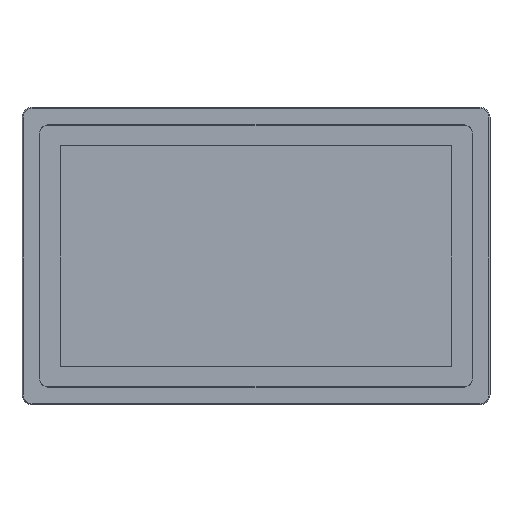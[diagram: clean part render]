
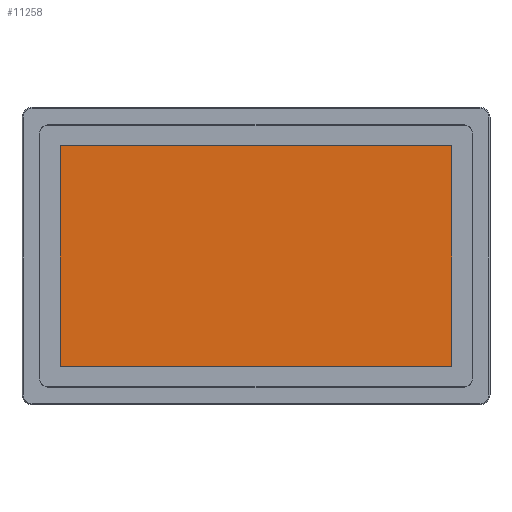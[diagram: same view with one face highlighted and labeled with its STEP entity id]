
A CAD part, top view. The second image highlights one B-rep face of the part: STEP entity #11258.
In plain terms, the highlighted planar face has unit normal (0, 0, 1).
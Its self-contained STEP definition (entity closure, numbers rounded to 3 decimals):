
#2557 = EDGE_LOOP ( 'NONE', ( #47861, #60745, #23111, #67847 ) ) ;
#3276 = VECTOR ( 'NONE', #65012, 1000. ) ;
#4195 = EDGE_CURVE ( 'NONE', #11142, #61965, #18807, .T. ) ;
#8486 = EDGE_CURVE ( 'NONE', #61965, #92174, #12945, .T. ) ;
#10220 = LINE ( 'NONE', #47085, #3276 ) ;
#11142 = VERTEX_POINT ( 'NONE', #61450 ) ;
#11258 = ADVANCED_FACE ( 'NONE', ( #109637 ), #72332, .T. ) ;
#12945 = LINE ( 'NONE', #83768, #113673 ) ;
#18807 = LINE ( 'NONE', #62973, #49450 ) ;
#23111 = ORIENTED_EDGE ( 'NONE', *, *, #107449, .T. ) ;
#25811 = VERTEX_POINT ( 'NONE', #33353 ) ;
#33353 = CARTESIAN_POINT ( 'NONE',  ( -191.64, -108.105, 9.8 ) ) ;
#37935 = DIRECTION ( 'NONE',  ( 1., 0., 0. ) ) ;
#47085 = CARTESIAN_POINT ( 'NONE',  ( -191.64, 108.105, 9.8 ) ) ;
#47861 = ORIENTED_EDGE ( 'NONE', *, *, #8486, .T. ) ;
#49450 = VECTOR ( 'NONE', #107193, 1000. ) ;
#54736 = CARTESIAN_POINT ( 'NONE',  ( 0., 0., 9.8 ) ) ;
#60745 = ORIENTED_EDGE ( 'NONE', *, *, #90617, .T. ) ;
#61450 = CARTESIAN_POINT ( 'NONE',  ( 191.64, -108.105, 9.8 ) ) ;
#61965 = VERTEX_POINT ( 'NONE', #78977 ) ;
#62973 = CARTESIAN_POINT ( 'NONE',  ( 191.64, -108.105, 9.8 ) ) ;
#65012 = DIRECTION ( 'NONE',  ( 0., -1., 0. ) ) ;
#66015 = DIRECTION ( 'NONE',  ( 1., 0., 0. ) ) ;
#66074 = DIRECTION ( 'NONE',  ( -1., 0., 0. ) ) ;
#67847 = ORIENTED_EDGE ( 'NONE', *, *, #4195, .T. ) ;
#72332 = PLANE ( 'NONE',  #98643 ) ;
#78977 = CARTESIAN_POINT ( 'NONE',  ( 191.64, 108.105, 9.8 ) ) ;
#83768 = CARTESIAN_POINT ( 'NONE',  ( 191.64, 108.105, 9.8 ) ) ;
#90278 = DIRECTION ( 'NONE',  ( 0., 0., 1. ) ) ;
#90617 = EDGE_CURVE ( 'NONE', #92174, #25811, #10220, .T. ) ;
#92174 = VERTEX_POINT ( 'NONE', #113265 ) ;
#93372 = CARTESIAN_POINT ( 'NONE',  ( -191.64, -108.105, 9.8 ) ) ;
#94528 = VECTOR ( 'NONE', #66015, 1000. ) ;
#98643 = AXIS2_PLACEMENT_3D ( 'NONE', #54736, #90278, #37935 ) ;
#101503 = LINE ( 'NONE', #93372, #94528 ) ;
#107193 = DIRECTION ( 'NONE',  ( 0., 1., 0. ) ) ;
#107449 = EDGE_CURVE ( 'NONE', #25811, #11142, #101503, .T. ) ;
#109637 = FACE_OUTER_BOUND ( 'NONE', #2557, .T. ) ;
#113265 = CARTESIAN_POINT ( 'NONE',  ( -191.64, 108.105, 9.8 ) ) ;
#113673 = VECTOR ( 'NONE', #66074, 1000. ) ;
